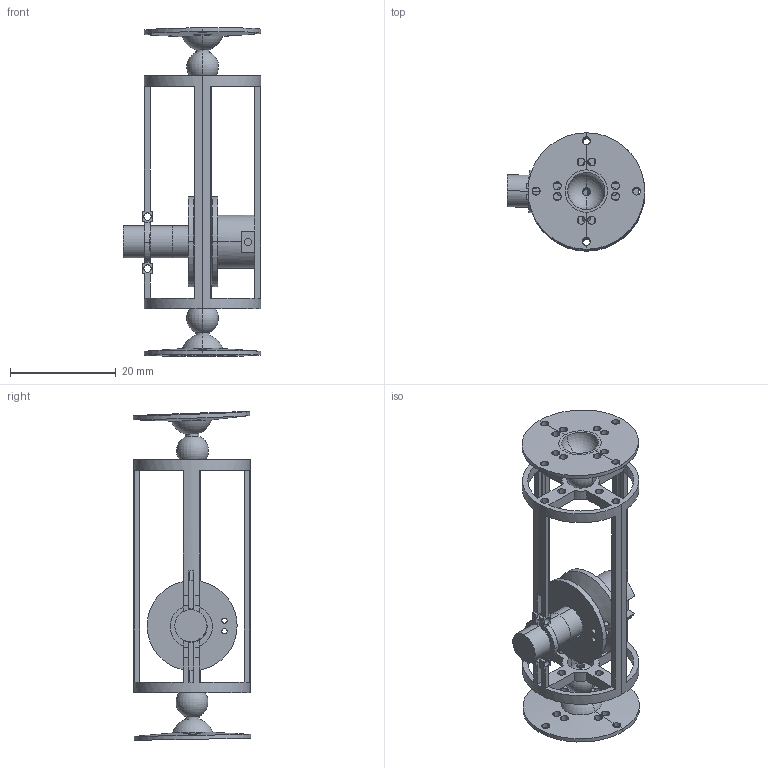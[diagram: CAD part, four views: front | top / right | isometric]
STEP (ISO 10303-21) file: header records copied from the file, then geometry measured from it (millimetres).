
FILE_DESCRIPTION (( 'STEP AP214' ), '1' );
FILE_NAME ('miniature snake driver assembly 2.STEP', '2023-12-26T15:13:32', ( '' ), ( '' ), 'SwSTEP 2.0', 'SolidWorks 2022', '' );
FILE_SCHEMA (( 'AUTOMOTIVE_DESIGN' ));
Length unit declared in the file: millimetre
Products named in the file (6): miniature enclosed pulley; vertebrae v2; motor and pulley^miniature snake driver assembly; miniature snake driver assembly 2; motor; miniature snake control enclosure
Assembly tree (6 placements, depth 3):
  miniature snake driver assembly 2
    motor and pulley^miniature snake driver assembly
      motor
      miniature enclosed pulley
    miniature snake control enclosure
    vertebrae v2  x2
Bounding box: 26.02 x 22.27 x 62.04 mm (x, y, z)
Volume: 3442 mm3; surface area: 7074.8 mm2
Topology: 6 solids, 6 shells, 327 faces, 905 edges, 564 vertices
Faces by surface type: cylinder 182, plane 109, cone 20, torus 16
Entity records: 10444 total; most frequent: CARTESIAN_POINT 2505, DIRECTION 1593, ORIENTED_EDGE 1574, EDGE_CURVE 787, AXIS2_PLACEMENT_3D 594, VERTEX_POINT 494, LINE 405, VECTOR 405
